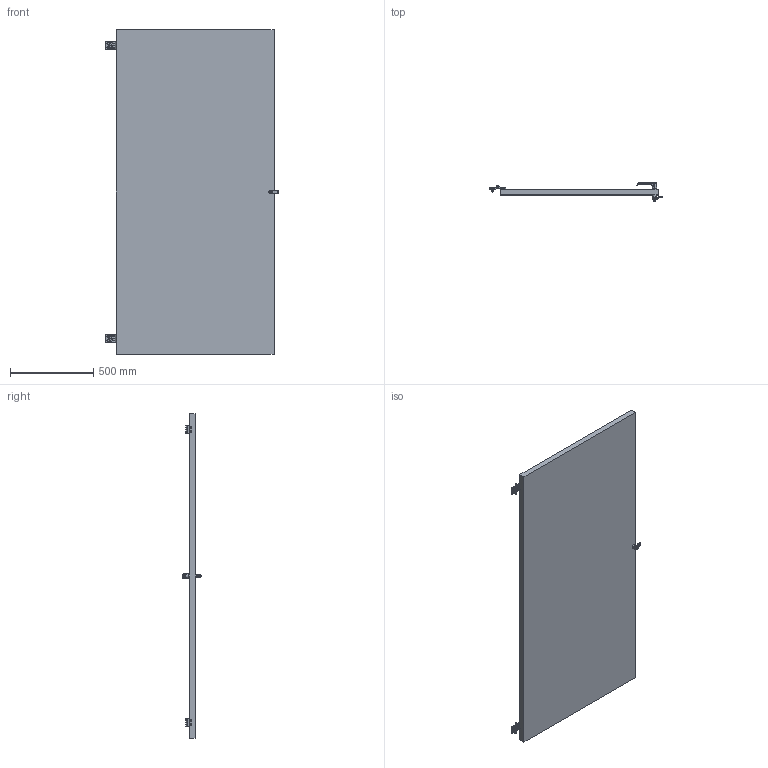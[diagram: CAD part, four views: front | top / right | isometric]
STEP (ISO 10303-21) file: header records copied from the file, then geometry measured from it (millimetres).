
FILE_DESCRIPTION(/* description */ (''),/* implementation_level */ '2;1');
FILE_NAME(/* name */ '560123-0.step',/* time_stamp */ '2021-09-06T14:54:39+02:00',/* author */ ('Zimmer'),/* organization */ (''),/* preprocessor_version */ 'ST-DEVELOPER v18.1',/* originating_system */ 'Autodesk Inventor 2021',/* authorisation */ '');
FILE_SCHEMA (('AUTOMOTIVE_DESIGN { 1 0 10303 214 3 1 1 }'));
Length unit declared in the file: millimetre
Products named in the file (19): MTW_1-00123330; MTW_1-00123333; leer; 21-1098-9FZ.002; 21-1098-5FZ.001; 21-1098-6FZ.001; 21-1098-4FZ.002; 22-1100-2FZ.000; leer_1; 21-1351-2FZ.005; leer_2; leer_3; leer_4; leer_5; leer_6; leer_7; leer_8; leer_9; leer_10
Assembly tree (30 placements, depth 3):
  MTW_1-00123330
    MTW_1-00123333
    leer  x2
      21-1098-9FZ.002
      21-1098-5FZ.001
      21-1098-6FZ.001
      21-1098-4FZ.002
      22-1100-2FZ.000
      leer_1
      21-1351-2FZ.005
    leer_2
      leer_3
      leer_4
      leer_5
      leer_6
      leer_7
      leer_8
      leer_9
    leer_10
Bounding box: 1034.68 x 108.85 x 1947 mm (x, y, z)
Volume: 62827680.2 mm3; surface area: 3976378 mm2
Topology: 45 solids, 45 shells, 1161 faces, 2900 edges, 1861 vertices
Faces by surface type: plane 593, cylinder 429, torus 52, cone 41, bspline 34, sphere 12
Full cylindrical faces by diameter (mm): 3 x4, 5 x4, 5.1 x2, 5.5 x1, 5.8 x10, 6 x24, 6.05 x8, 6.2 x1, 8.4 x4, 9.9 x1, 10 x9, 11.8 x1, 12 x1, 12.8 x1, 13.5 x1, 14.8 x2, 15 x5, 18 x10, 19.6 x1, 20.376 x2, 20.8 x1, 21.5 x1, 22 x1, 25 x1, 32 x1
Entity records: 22767 total; most frequent: CARTESIAN_POINT 7530, DIRECTION 3049, ORIENTED_EDGE 3002, EDGE_CURVE 1501, AXIS2_PLACEMENT_3D 1099, VERTEX_POINT 952, LINE 851, VECTOR 851
